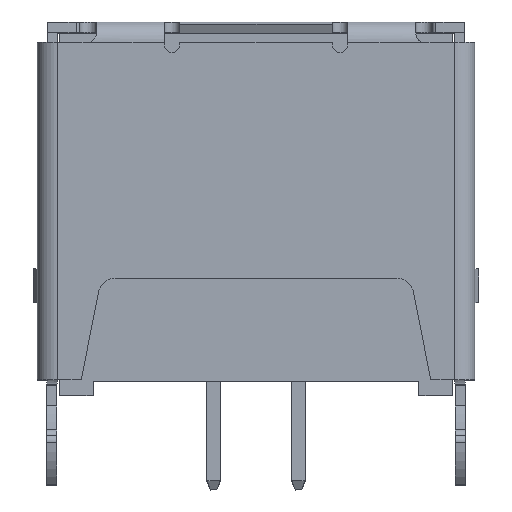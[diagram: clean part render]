
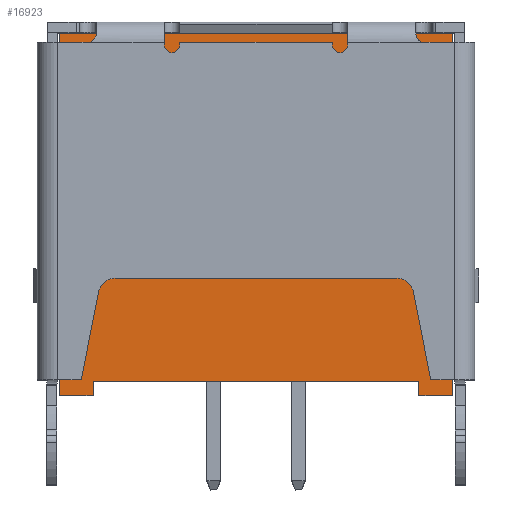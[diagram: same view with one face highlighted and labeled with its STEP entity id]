
A CAD part, top view. The second image highlights one B-rep face of the part: STEP entity #16923.
In plain terms, the highlighted planar face has unit normal (0, 0, 1).
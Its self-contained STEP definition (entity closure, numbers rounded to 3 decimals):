
#109 = AXIS2_PLACEMENT_3D ( 'NONE', #16998, #13237, #20746 ) ;
#458 = CARTESIAN_POINT ( 'NONE',  ( -4.8, 0., 0. ) ) ;
#864 = VECTOR ( 'NONE', #17950, 1000. ) ;
#875 = CARTESIAN_POINT ( 'NONE',  ( 4.8, 0.41, 0. ) ) ;
#1937 = DIRECTION ( 'NONE',  ( 1., 0., 0. ) ) ;
#2236 = VERTEX_POINT ( 'NONE', #16957 ) ;
#2788 = ORIENTED_EDGE ( 'NONE', *, *, #16095, .T. ) ;
#2798 = VERTEX_POINT ( 'NONE', #458 ) ;
#3141 = VECTOR ( 'NONE', #13743, 1000. ) ;
#4802 = CARTESIAN_POINT ( 'NONE',  ( 4.8, 0., 0. ) ) ;
#4817 = VERTEX_POINT ( 'NONE', #875 ) ;
#4942 = VERTEX_POINT ( 'NONE', #14458 ) ;
#5110 = ORIENTED_EDGE ( 'NONE', *, *, #22652, .T. ) ;
#5526 = FACE_OUTER_BOUND ( 'NONE', #15862, .T. ) ;
#5705 = CARTESIAN_POINT ( 'NONE',  ( 0., 0.41, 0. ) ) ;
#6050 = ORIENTED_EDGE ( 'NONE', *, *, #17229, .T. ) ;
#6361 = CARTESIAN_POINT ( 'NONE',  ( 5.8, 0., 0. ) ) ;
#6622 = ORIENTED_EDGE ( 'NONE', *, *, #9107, .T. ) ;
#6812 = VECTOR ( 'NONE', #11160, 1000. ) ;
#7626 = PLANE ( 'NONE',  #109 ) ;
#8059 = EDGE_CURVE ( 'NONE', #14856, #2798, #15576, .T. ) ;
#8147 = CARTESIAN_POINT ( 'NONE',  ( -5.3, 0., 0. ) ) ;
#8361 = EDGE_CURVE ( 'NONE', #2236, #4817, #13790, .T. ) ;
#8647 = LINE ( 'NONE', #19185, #13041 ) ;
#8841 = CARTESIAN_POINT ( 'NONE',  ( -5.8, 5.338, 0. ) ) ;
#9107 = EDGE_CURVE ( 'NONE', #22906, #19311, #22513, .T. ) ;
#9287 = CARTESIAN_POINT ( 'NONE',  ( -4.8, 0.205, 0. ) ) ;
#9431 = LINE ( 'NONE', #8841, #23211 ) ;
#10343 = ORIENTED_EDGE ( 'NONE', *, *, #8059, .T. ) ;
#10574 = VECTOR ( 'NONE', #21253, 1000. ) ;
#11011 = VECTOR ( 'NONE', #14435, 1000. ) ;
#11160 = DIRECTION ( 'NONE',  ( 0., -1., 0. ) ) ;
#11289 = EDGE_CURVE ( 'NONE', #2236, #2798, #11832, .T. ) ;
#11604 = LINE ( 'NONE', #18180, #11011 ) ;
#11683 = ORIENTED_EDGE ( 'NONE', *, *, #8361, .T. ) ;
#11832 = LINE ( 'NONE', #9287, #6812 ) ;
#11847 = CARTESIAN_POINT ( 'NONE',  ( 5.3, 0., 0. ) ) ;
#13041 = VECTOR ( 'NONE', #21056, 1000. ) ;
#13237 = DIRECTION ( 'NONE',  ( 0., 0., 1. ) ) ;
#13743 = DIRECTION ( 'NONE',  ( 1., 0., 0. ) ) ;
#13790 = LINE ( 'NONE', #5705, #22565 ) ;
#14036 = EDGE_CURVE ( 'NONE', #4817, #22906, #11604, .T. ) ;
#14435 = DIRECTION ( 'NONE',  ( 0., -1., 0. ) ) ;
#14458 = CARTESIAN_POINT ( 'NONE',  ( 5.8, 10.675, 0. ) ) ;
#14856 = VERTEX_POINT ( 'NONE', #21495 ) ;
#14914 = CARTESIAN_POINT ( 'NONE',  ( -5.8, 10.675, 0. ) ) ;
#15291 = LINE ( 'NONE', #17871, #864 ) ;
#15576 = LINE ( 'NONE', #8147, #10574 ) ;
#15862 = EDGE_LOOP ( 'NONE', ( #10343, #24238, #11683, #22324, #6622, #5110, #6050, #2788 ) ) ;
#16095 = EDGE_CURVE ( 'NONE', #19569, #14856, #9431, .T. ) ;
#16923 = ADVANCED_FACE ( 'NONE', ( #5526 ), #7626, .T. ) ;
#16957 = CARTESIAN_POINT ( 'NONE',  ( -4.8, 0.41, 0. ) ) ;
#16998 = CARTESIAN_POINT ( 'NONE',  ( 6.032, 10.889, 0. ) ) ;
#17229 = EDGE_CURVE ( 'NONE', #4942, #19569, #15291, .T. ) ;
#17871 = CARTESIAN_POINT ( 'NONE',  ( 0., 10.675, 0. ) ) ;
#17950 = DIRECTION ( 'NONE',  ( -1., 0., 0. ) ) ;
#18180 = CARTESIAN_POINT ( 'NONE',  ( 4.8, 0.205, 0. ) ) ;
#19185 = CARTESIAN_POINT ( 'NONE',  ( 5.8, 5.338, 0. ) ) ;
#19311 = VERTEX_POINT ( 'NONE', #6361 ) ;
#19569 = VERTEX_POINT ( 'NONE', #14914 ) ;
#20746 = DIRECTION ( 'NONE',  ( -1., 0., 0. ) ) ;
#21056 = DIRECTION ( 'NONE',  ( 0., 1., 0. ) ) ;
#21253 = DIRECTION ( 'NONE',  ( 1., 0., 0. ) ) ;
#21495 = CARTESIAN_POINT ( 'NONE',  ( -5.8, 0., 0. ) ) ;
#21936 = DIRECTION ( 'NONE',  ( 0., -1., 0. ) ) ;
#22324 = ORIENTED_EDGE ( 'NONE', *, *, #14036, .T. ) ;
#22513 = LINE ( 'NONE', #11847, #3141 ) ;
#22565 = VECTOR ( 'NONE', #1937, 1000. ) ;
#22652 = EDGE_CURVE ( 'NONE', #19311, #4942, #8647, .T. ) ;
#22906 = VERTEX_POINT ( 'NONE', #4802 ) ;
#23211 = VECTOR ( 'NONE', #21936, 1000. ) ;
#24238 = ORIENTED_EDGE ( 'NONE', *, *, #11289, .F. ) ;
